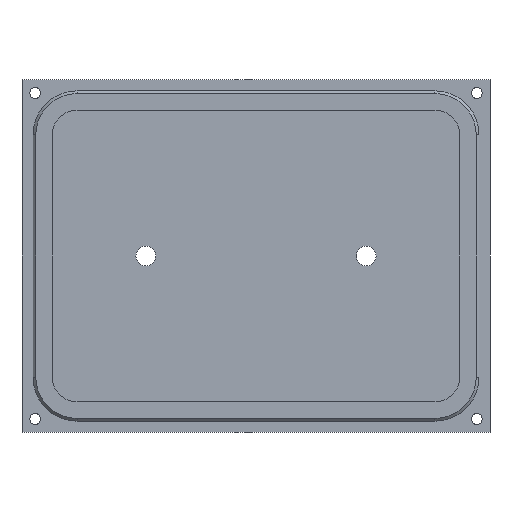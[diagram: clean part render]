
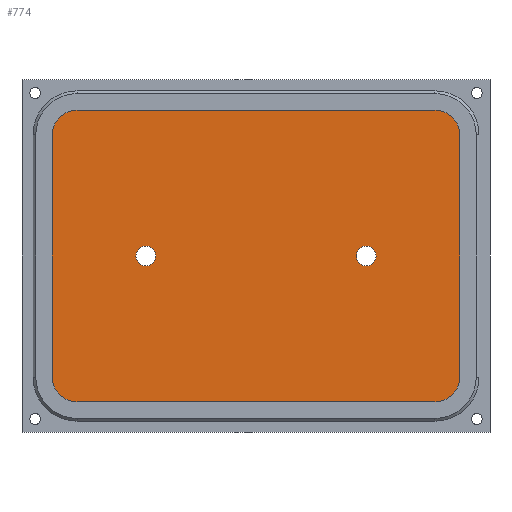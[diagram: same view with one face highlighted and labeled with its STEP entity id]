
A CAD part, front view. The second image highlights one B-rep face of the part: STEP entity #774.
In plain terms, the highlighted planar face has unit normal (0, -1, 0).
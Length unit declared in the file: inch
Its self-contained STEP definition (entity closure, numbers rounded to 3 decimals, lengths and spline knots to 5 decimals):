
#20=FACE_BOUND('',#140,.T.);
#21=FACE_BOUND('',#141,.T.);
#54=PLANE('',#862);
#92=FACE_OUTER_BOUND('',#139,.T.);
#139=EDGE_LOOP('',(#647,#648,#649,#650,#651,#652,#653,#654));
#140=EDGE_LOOP('',(#655));
#141=EDGE_LOOP('',(#656));
#177=LINE('',#1139,#245);
#181=LINE('',#1151,#249);
#185=LINE('',#1163,#253);
#189=LINE('',#1174,#257);
#245=VECTOR('',#905,0.3937);
#249=VECTOR('',#917,0.3937);
#253=VECTOR('',#929,0.3937);
#257=VECTOR('',#941,0.3937);
#311=CIRCLE('',#812,0.5625);
#313=CIRCLE('',#816,0.5625);
#315=CIRCLE('',#820,0.5625);
#317=CIRCLE('',#824,0.5625);
#333=CIRCLE('',#863,0.225);
#334=CIRCLE('',#864,0.225);
#347=VERTEX_POINT('',#1129);
#348=VERTEX_POINT('',#1130);
#351=VERTEX_POINT('',#1138);
#353=VERTEX_POINT('',#1144);
#355=VERTEX_POINT('',#1150);
#357=VERTEX_POINT('',#1156);
#359=VERTEX_POINT('',#1162);
#361=VERTEX_POINT('',#1168);
#392=VERTEX_POINT('',#1276);
#393=VERTEX_POINT('',#1278);
#415=EDGE_CURVE('',#347,#348,#311,.T.);
#419=EDGE_CURVE('',#351,#347,#177,.T.);
#422=EDGE_CURVE('',#353,#351,#313,.T.);
#425=EDGE_CURVE('',#355,#353,#181,.T.);
#428=EDGE_CURVE('',#357,#355,#315,.T.);
#431=EDGE_CURVE('',#359,#357,#185,.T.);
#434=EDGE_CURVE('',#361,#359,#317,.T.);
#437=EDGE_CURVE('',#348,#361,#189,.T.);
#488=EDGE_CURVE('',#392,#392,#333,.T.);
#489=EDGE_CURVE('',#393,#393,#334,.T.);
#647=ORIENTED_EDGE('',*,*,#415,.T.);
#648=ORIENTED_EDGE('',*,*,#437,.T.);
#649=ORIENTED_EDGE('',*,*,#434,.T.);
#650=ORIENTED_EDGE('',*,*,#431,.T.);
#651=ORIENTED_EDGE('',*,*,#428,.T.);
#652=ORIENTED_EDGE('',*,*,#425,.T.);
#653=ORIENTED_EDGE('',*,*,#422,.T.);
#654=ORIENTED_EDGE('',*,*,#419,.T.);
#655=ORIENTED_EDGE('',*,*,#488,.T.);
#656=ORIENTED_EDGE('',*,*,#489,.T.);
#774=ADVANCED_FACE('',(#92,#20,#21),#54,.T.);
#812=AXIS2_PLACEMENT_3D('',#1131,#897,#898);
#816=AXIS2_PLACEMENT_3D('',#1145,#910,#911);
#820=AXIS2_PLACEMENT_3D('',#1157,#922,#923);
#824=AXIS2_PLACEMENT_3D('',#1169,#934,#935);
#862=AXIS2_PLACEMENT_3D('',#1275,#1048,#1049);
#863=AXIS2_PLACEMENT_3D('',#1277,#1050,#1051);
#864=AXIS2_PLACEMENT_3D('',#1279,#1052,#1053);
#897=DIRECTION('center_axis',(0.,-1.,0.));
#898=DIRECTION('ref_axis',(-1.,0.,0.));
#905=DIRECTION('',(0.,0.,-1.));
#910=DIRECTION('center_axis',(0.,-1.,0.));
#911=DIRECTION('ref_axis',(0.,0.,1.));
#917=DIRECTION('',(-1.,0.,0.));
#922=DIRECTION('center_axis',(0.,-1.,0.));
#923=DIRECTION('ref_axis',(1.,0.,0.));
#929=DIRECTION('',(0.,0.,1.));
#934=DIRECTION('center_axis',(0.,-1.,0.));
#935=DIRECTION('ref_axis',(0.,0.,-1.));
#941=DIRECTION('',(1.,0.,0.));
#1048=DIRECTION('center_axis',(0.,-1.,0.));
#1049=DIRECTION('ref_axis',(0.,0.,-1.));
#1050=DIRECTION('center_axis',(0.,1.,0.));
#1051=DIRECTION('ref_axis',(-1.,0.,0.));
#1052=DIRECTION('center_axis',(0.,1.,0.));
#1053=DIRECTION('ref_axis',(-1.,0.,0.));
#1129=CARTESIAN_POINT('',(-4.625,2.1122,-2.75));
#1130=CARTESIAN_POINT('',(-4.0625,2.1122,-3.3125));
#1131=CARTESIAN_POINT('Origin',(-4.0625,2.1122,-2.75));
#1138=CARTESIAN_POINT('',(-4.625,2.1122,2.75));
#1139=CARTESIAN_POINT('',(-4.625,2.1122,1.375));
#1144=CARTESIAN_POINT('',(-4.0625,2.1122,3.3125));
#1145=CARTESIAN_POINT('Origin',(-4.0625,2.1122,2.75));
#1150=CARTESIAN_POINT('',(4.0625,2.1122,3.3125));
#1151=CARTESIAN_POINT('',(2.03125,2.1122,3.3125));
#1156=CARTESIAN_POINT('',(4.625,2.1122,2.75));
#1157=CARTESIAN_POINT('Origin',(4.0625,2.1122,2.75));
#1162=CARTESIAN_POINT('',(4.625,2.1122,-2.75));
#1163=CARTESIAN_POINT('',(4.625,2.1122,-1.375));
#1168=CARTESIAN_POINT('',(4.0625,2.1122,-3.3125));
#1169=CARTESIAN_POINT('Origin',(4.0625,2.1122,-2.75));
#1174=CARTESIAN_POINT('',(-2.03125,2.1122,-3.3125));
#1275=CARTESIAN_POINT('Origin',(0.,2.1122,
0.));
#1276=CARTESIAN_POINT('',(2.725,2.1122,0.));
#1277=CARTESIAN_POINT('Origin',(2.5,2.1122,0.));
#1278=CARTESIAN_POINT('',(-2.275,2.1122,0.));
#1279=CARTESIAN_POINT('Origin',(-2.5,2.1122,0.));
